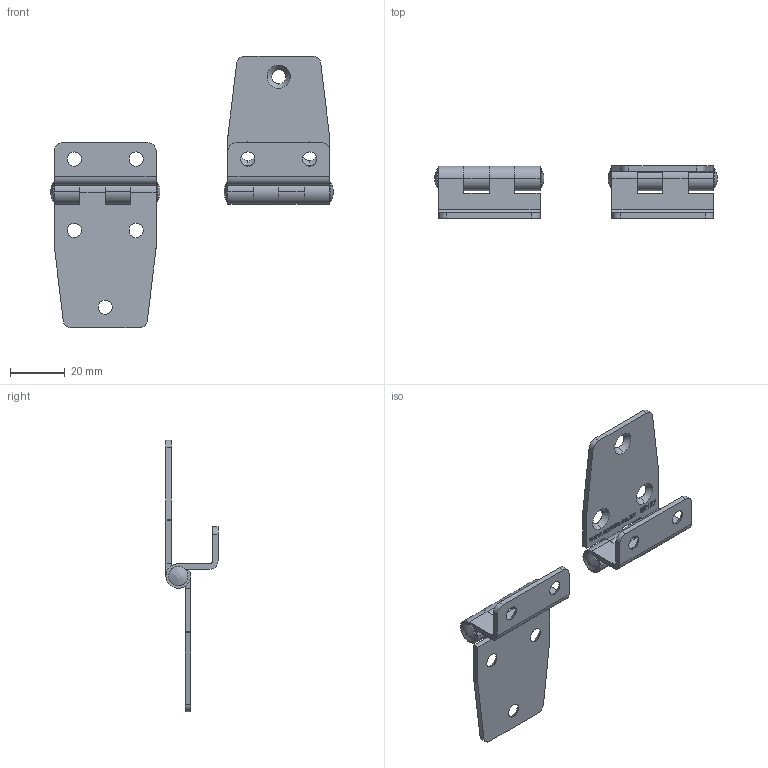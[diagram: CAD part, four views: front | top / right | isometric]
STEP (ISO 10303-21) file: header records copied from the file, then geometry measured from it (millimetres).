
FILE_DESCRIPTION (( 'STEP AP214' ), '1' );
FILE_NAME ('02127-Butt Hinge 304 Stainless Steel 66x38mm.STEP', '2018-07-26T21:32:19', ( '' ), ( '' ), 'SwSTEP 2.0', 'SolidWorks 2018', '' );
FILE_SCHEMA (( 'AUTOMOTIVE_DESIGN' ));
Length unit declared in the file: millimetre
Products named in the file (10): Butt Hinge Part A_2127; Butt Hinge Part A; Butt Hinge Pin_2127; Butt Hinge Pin; 02127-Butt Hinge 304 Stainless Steel 66x38mm; Butt Hinge Part B; Butt Hinge Part B_2127
Assembly tree (6 placements, depth 2):
  Butt Hinge Part A
  Butt Hinge Pin
  Butt Hinge Part A
  02127-Butt Hinge 304 Stainless Steel 66x38mm
    Butt Hinge Part A_2127  x2
    Butt Hinge Part B_2127  x2
    Butt Hinge Pin_2127  x2
  Butt Hinge Part B
Bounding box: 102.94 x 19 x 99 mm (x, y, z)
Volume: 13737.1 mm3; surface area: 16016.3 mm2
Topology: 6 solids, 6 shells, 694 faces, 1870 edges, 1240 vertices
Faces by surface type: plane 350, bspline 228, cylinder 96, cone 20
Entity records: 17351 total; most frequent: CARTESIAN_POINT 9062, ORIENTED_EDGE 1870, DIRECTION 1295, EDGE_CURVE 935, VERTEX_POINT 620, LINE 605, VECTOR 605, EDGE_LOOP 383
